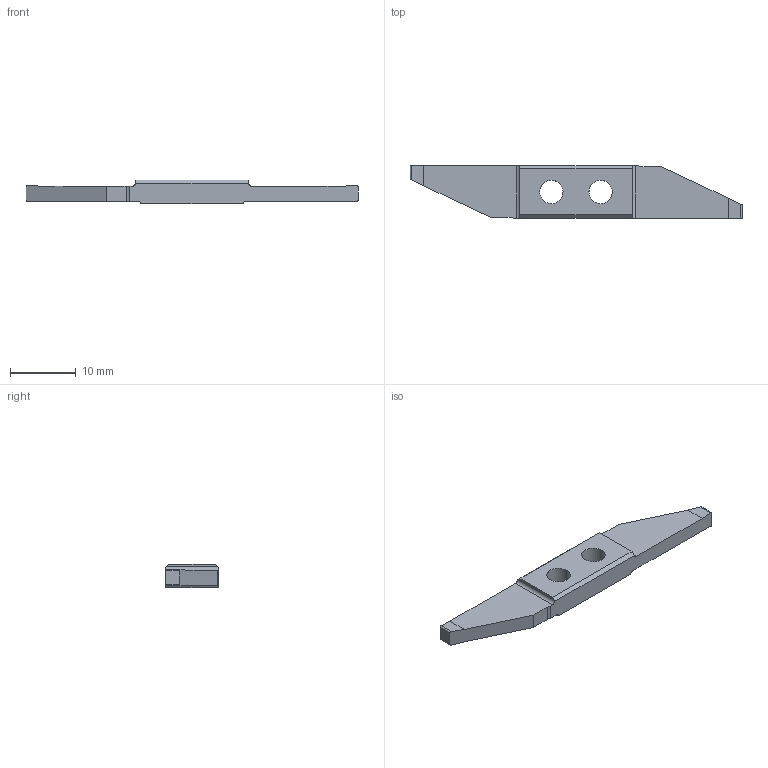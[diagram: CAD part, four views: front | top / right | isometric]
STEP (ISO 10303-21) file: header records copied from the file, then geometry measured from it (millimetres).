
FILE_DESCRIPTION(('CAx-IF Rec.Pracs.---Representation and Presentation of Product Manufacturing Information (PMI)---4.0---2014-10-13'),'2;1');
FILE_NAME('CUT-1058-12','2021-04-09T11:35:37',(''),(''),'2021.1.2103.25','FormatWorks Professional',' ');
FILE_SCHEMA(('AP242_MANAGED_MODEL_BASED_3D_ENGINEERING_MIM_LF {1 0 10303 442 1 1 4 }'));
Length unit declared in the file: millimetre
Products named in the file (1): CUT-1058-12
Bounding box: 50.5 x 8 x 3.6 mm (x, y, z)
Volume: 856 mm3; surface area: 994.3 mm2
Topology: 1 solids, 1 shells, 36 faces, 102 edges, 68 vertices
Faces by surface type: plane 22, cylinder 14
Entity records: 1728 total; most frequent: CARTESIAN_POINT 306, STYLED_ITEM 242, ORIENTED_EDGE 204, DIRECTION 150, EDGE_CURVE 102, VECTOR 70, LINE 70, VERTEX_POINT 68
